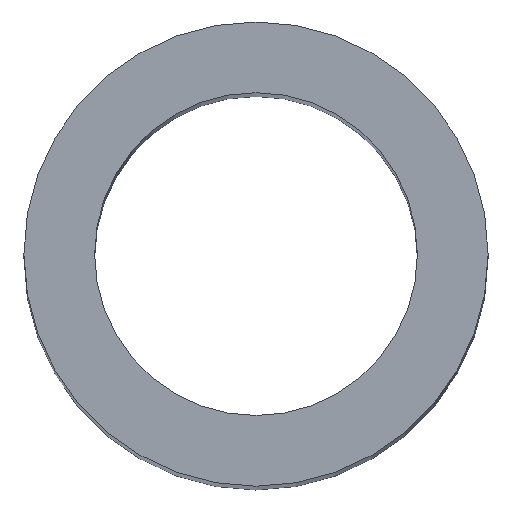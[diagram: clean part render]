
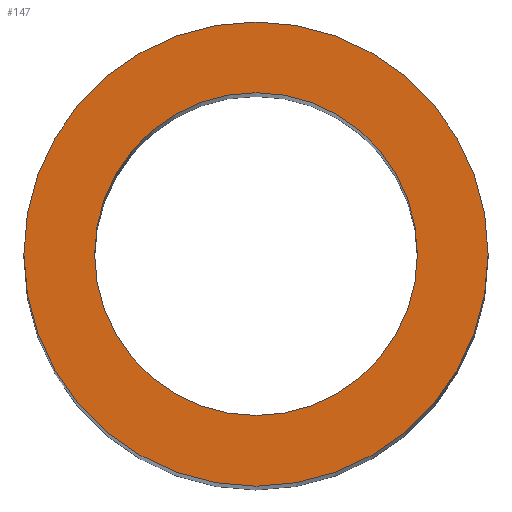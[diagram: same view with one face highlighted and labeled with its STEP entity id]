
A CAD part, top view. The second image highlights one B-rep face of the part: STEP entity #147.
In plain terms, the highlighted planar face has unit normal (0, 0, 1).
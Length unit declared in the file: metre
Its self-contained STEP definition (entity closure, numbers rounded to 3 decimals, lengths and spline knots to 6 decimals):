
#1 = FACE_OUTER_BOUND ( 'NONE', #189, .T. ) ;
#7 = CIRCLE ( 'NONE', #179, 0.1902 ) ;
#11 = CIRCLE ( 'NONE', #175, 0.13225 ) ;
#17 = CIRCLE ( 'NONE', #149, 0.13225 ) ;
#19 = DIRECTION ( 'NONE',  ( 0., 0., 1. ) ) ;
#22 = DIRECTION ( 'NONE',  ( 0., 0., 1. ) ) ;
#26 = DIRECTION ( 'NONE',  ( 1., 0., 0. ) ) ;
#35 = AXIS2_PLACEMENT_3D ( 'NONE', #199, #22, #26 ) ;
#42 = VERTEX_POINT ( 'NONE', #145 ) ;
#45 = CARTESIAN_POINT ( 'NONE',  ( 0., 0., 1.78 ) ) ;
#48 = DIRECTION ( 'NONE',  ( 0., 0., 1. ) ) ;
#58 = EDGE_CURVE ( 'NONE', #156, #103, #11, .T. ) ;
#66 = CIRCLE ( 'NONE', #187, 0.1902 ) ;
#72 = CARTESIAN_POINT ( 'NONE',  ( 0., 0., 1.78 ) ) ;
#79 = CARTESIAN_POINT ( 'NONE',  ( -0.13225, 0., 1.78 ) ) ;
#85 = DIRECTION ( 'NONE',  ( 0., 0., 1. ) ) ;
#91 = FACE_BOUND ( 'NONE', #194, .T. ) ;
#92 = DIRECTION ( 'NONE',  ( 1., 0., 0. ) ) ;
#94 = EDGE_CURVE ( 'NONE', #103, #156, #17, .T. ) ;
#96 = PLANE ( 'NONE',  #35 ) ;
#103 = VERTEX_POINT ( 'NONE', #114 ) ;
#111 = DIRECTION ( 'NONE',  ( 1., 0., 0. ) ) ;
#114 = CARTESIAN_POINT ( 'NONE',  ( 0.13225, 0., 1.78 ) ) ;
#124 = CARTESIAN_POINT ( 'NONE',  ( 0., 0., 1.78 ) ) ;
#140 = ORIENTED_EDGE ( 'NONE', *, *, #183, .T. ) ;
#145 = CARTESIAN_POINT ( 'NONE',  ( -0.1902, 0., 1.78 ) ) ;
#147 = ADVANCED_FACE ( 'NONE', ( #1, #91 ), #96, .T. ) ;
#149 = AXIS2_PLACEMENT_3D ( 'NONE', #72, #85, #154 ) ;
#154 = DIRECTION ( 'NONE',  ( 1., 0., 0. ) ) ;
#156 = VERTEX_POINT ( 'NONE', #79 ) ;
#162 = DIRECTION ( 'NONE',  ( 0., 0., 1. ) ) ;
#169 = ORIENTED_EDGE ( 'NONE', *, *, #172, .T. ) ;
#172 = EDGE_CURVE ( 'NONE', #42, #203, #66, .T. ) ;
#175 = AXIS2_PLACEMENT_3D ( 'NONE', #45, #19, #213 ) ;
#177 = CARTESIAN_POINT ( 'NONE',  ( 0., 0., 1.78 ) ) ;
#178 = CARTESIAN_POINT ( 'NONE',  ( 0.1902, 0., 1.78 ) ) ;
#179 = AXIS2_PLACEMENT_3D ( 'NONE', #177, #162, #92 ) ;
#183 = EDGE_CURVE ( 'NONE', #203, #42, #7, .T. ) ;
#185 = ORIENTED_EDGE ( 'NONE', *, *, #58, .F. ) ;
#187 = AXIS2_PLACEMENT_3D ( 'NONE', #124, #48, #111 ) ;
#188 = ORIENTED_EDGE ( 'NONE', *, *, #94, .F. ) ;
#189 = EDGE_LOOP ( 'NONE', ( #169, #140 ) ) ;
#194 = EDGE_LOOP ( 'NONE', ( #185, #188 ) ) ;
#199 = CARTESIAN_POINT ( 'NONE',  ( 0., 0., 1.78 ) ) ;
#203 = VERTEX_POINT ( 'NONE', #178 ) ;
#213 = DIRECTION ( 'NONE',  ( 1., 0., 0. ) ) ;
